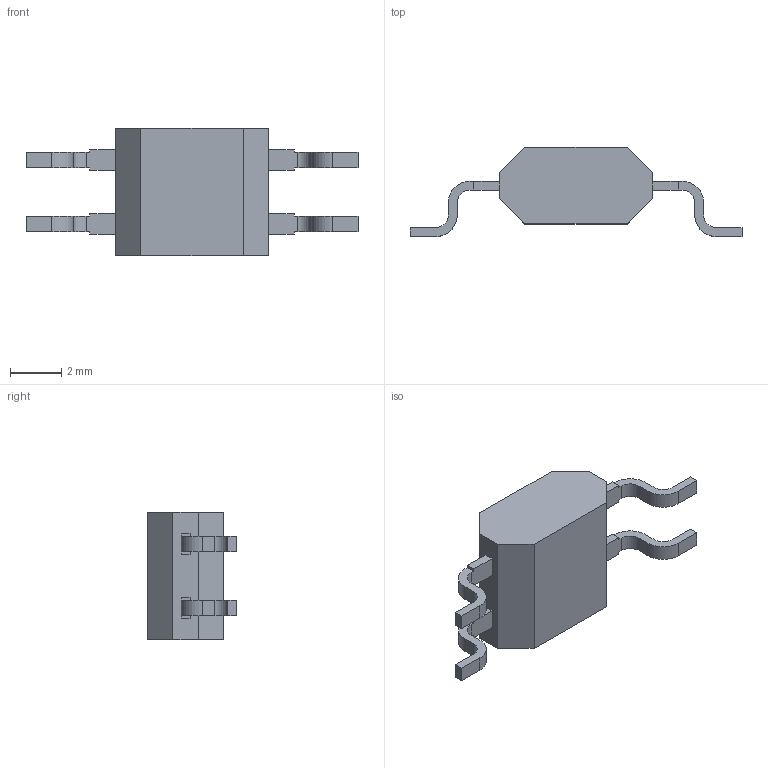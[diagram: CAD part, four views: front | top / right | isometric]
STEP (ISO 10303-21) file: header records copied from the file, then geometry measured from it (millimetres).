
FILE_DESCRIPTION(('STEP AP214'), '1');
FILE_NAME('äèîä_2ä906à1', '2019-06-05T11:43:43', ('user'), (''), 'ASCON STEP Converter 1.3', 'ASCON Math Kernel', '');
FILE_SCHEMA(('AUTOMOTIVE_DESIGN { 1 0 10303 214 3 1 1}'));
Length unit declared in the file: millimetre
Bounding box: 13 x 3.5 x 5 mm (x, y, z)
Volume: 84.3 mm3; surface area: 148 mm2
Topology: 1 solids, 1 shells, 78 faces, 216 edges, 144 vertices
Faces by surface type: plane 62, cylinder 16
Entity records: 3140 total; most frequent: CARTESIAN_POINT 439, ORIENTED_EDGE 432, DIRECTION 406, EDGE_CURVE 216, LINE 184, VECTOR 184, VERTEX_POINT 144, AXIS2_PLACEMENT_3D 111
